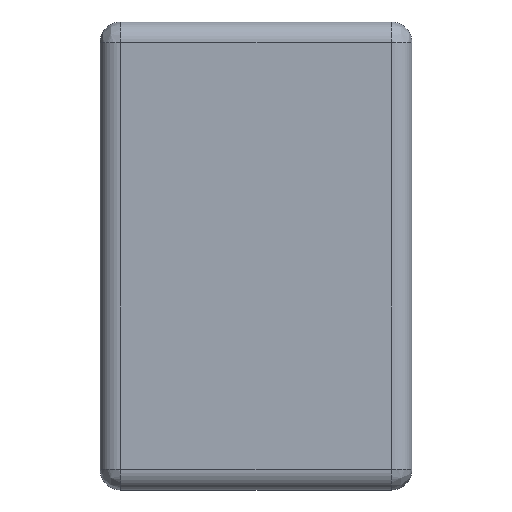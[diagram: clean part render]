
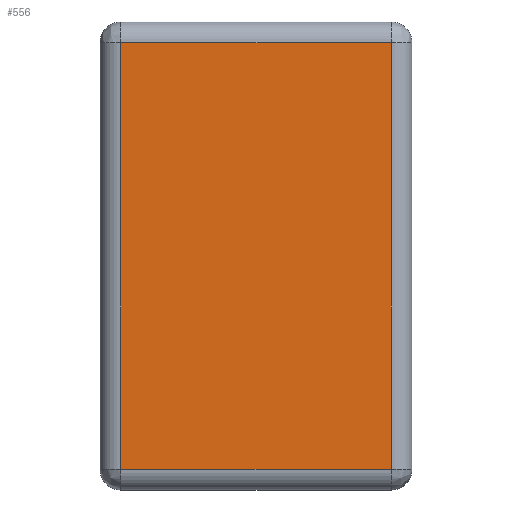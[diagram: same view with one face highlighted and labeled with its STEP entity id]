
A CAD part, top view. The second image highlights one B-rep face of the part: STEP entity #556.
In plain terms, the highlighted planar face has unit normal (0, 0, 1).
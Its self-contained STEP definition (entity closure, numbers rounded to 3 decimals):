
#6 = VECTOR ( 'NONE', #388, 1000. ) ;
#7 = ORIENTED_EDGE ( 'NONE', *, *, #387, .F. ) ;
#33 = VERTEX_POINT ( 'NONE', #108 ) ;
#35 = CARTESIAN_POINT ( 'NONE',  ( 13., 20.5, 3. ) ) ;
#47 = CARTESIAN_POINT ( 'NONE',  ( -22.288, -20.5, 3. ) ) ;
#72 = VECTOR ( 'NONE', #96, 1000. ) ;
#96 = DIRECTION ( 'NONE',  ( -1., 0., 0. ) ) ;
#108 = CARTESIAN_POINT ( 'NONE',  ( -13., 20.5, 3. ) ) ;
#145 = DIRECTION ( 'NONE',  ( 1., 0., 0. ) ) ;
#159 = VERTEX_POINT ( 'NONE', #35 ) ;
#188 = CARTESIAN_POINT ( 'NONE',  ( 14.788, 20.5, 3. ) ) ;
#198 = LINE ( 'NONE', #188, #495 ) ;
#205 = LINE ( 'NONE', #346, #6 ) ;
#208 = LINE ( 'NONE', #47, #72 ) ;
#215 = CARTESIAN_POINT ( 'NONE',  ( 13., -26.053, 3. ) ) ;
#247 = DIRECTION ( 'NONE',  ( 1., 0., 0. ) ) ;
#260 = CARTESIAN_POINT ( 'NONE',  ( 0., 0., 3. ) ) ;
#277 = FACE_OUTER_BOUND ( 'NONE', #420, .T. ) ;
#312 = AXIS2_PLACEMENT_3D ( 'NONE', #260, #314, #145 ) ;
#314 = DIRECTION ( 'NONE',  ( 0., 0., 1. ) ) ;
#345 = LINE ( 'NONE', #215, #604 ) ;
#346 = CARTESIAN_POINT ( 'NONE',  ( -13., 26.053, 3. ) ) ;
#364 = EDGE_CURVE ( 'NONE', #628, #33, #205, .T. ) ;
#373 = ORIENTED_EDGE ( 'NONE', *, *, #615, .F. ) ;
#387 = EDGE_CURVE ( 'NONE', #33, #159, #198, .T. ) ;
#388 = DIRECTION ( 'NONE',  ( 0., 1., 0. ) ) ;
#420 = EDGE_LOOP ( 'NONE', ( #539, #491, #373, #7 ) ) ;
#458 = CARTESIAN_POINT ( 'NONE',  ( 13., -20.5, 3. ) ) ;
#491 = ORIENTED_EDGE ( 'NONE', *, *, #578, .F. ) ;
#495 = VECTOR ( 'NONE', #247, 1000. ) ;
#539 = ORIENTED_EDGE ( 'NONE', *, *, #364, .F. ) ;
#542 = DIRECTION ( 'NONE',  ( 0., -1., 0. ) ) ;
#556 = ADVANCED_FACE ( 'NONE', ( #277 ), #582, .T. ) ;
#578 = EDGE_CURVE ( 'NONE', #619, #628, #208, .T. ) ;
#582 = PLANE ( 'NONE',  #312 ) ;
#591 = CARTESIAN_POINT ( 'NONE',  ( -13., -20.5, 3. ) ) ;
#604 = VECTOR ( 'NONE', #542, 1000. ) ;
#615 = EDGE_CURVE ( 'NONE', #159, #619, #345, .T. ) ;
#619 = VERTEX_POINT ( 'NONE', #458 ) ;
#628 = VERTEX_POINT ( 'NONE', #591 ) ;
